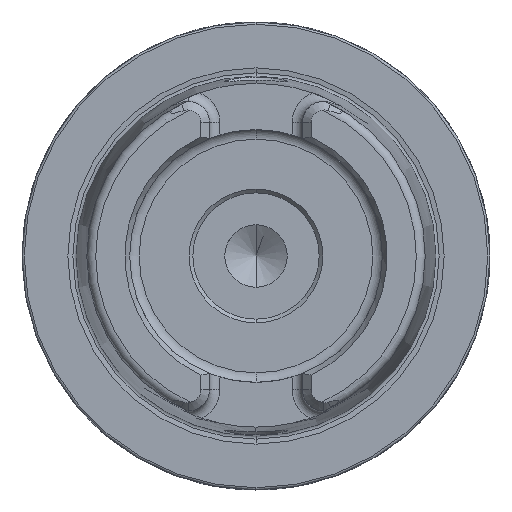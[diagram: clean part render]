
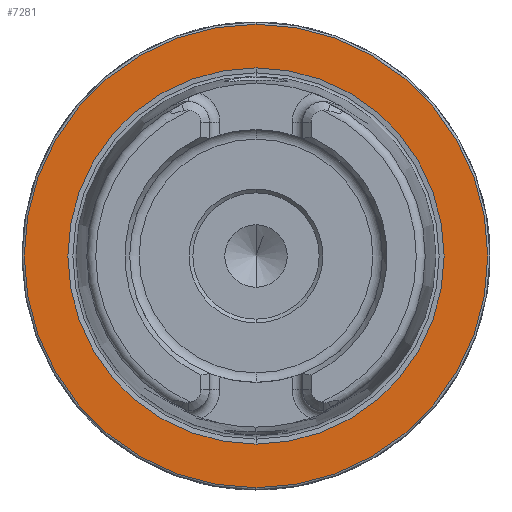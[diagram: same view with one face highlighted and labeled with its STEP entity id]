
A CAD part, left-side view. The second image highlights one B-rep face of the part: STEP entity #7281.
In plain terms, the highlighted planar face has unit normal (-1, 0, 0).
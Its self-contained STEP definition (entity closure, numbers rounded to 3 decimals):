
#72 = ORIENTED_EDGE ( 'NONE', *, *, #10712, .F. ) ;
#467 = EDGE_CURVE ( 'NONE', #10660, #12582, #9228, .T. ) ;
#727 = DIRECTION ( 'NONE',  ( 0., 0., -1. ) ) ;
#926 = DIRECTION ( 'NONE',  ( 0., 0., 1. ) ) ;
#1266 = EDGE_LOOP ( 'NONE', ( #72, #4042 ) ) ;
#2630 = EDGE_LOOP ( 'NONE', ( #7199, #5748 ) ) ;
#3436 = CARTESIAN_POINT ( 'NONE',  ( 0., 0., 31.2 ) ) ;
#3570 = VERTEX_POINT ( 'NONE', #3436 ) ;
#3769 = FACE_BOUND ( 'NONE', #1266, .T. ) ;
#3834 = EDGE_CURVE ( 'NONE', #3570, #8931, #9922, .T. ) ;
#3909 = CARTESIAN_POINT ( 'NONE',  ( 0., 0., 0. ) ) ;
#4042 = ORIENTED_EDGE ( 'NONE', *, *, #467, .F. ) ;
#4232 = DIRECTION ( 'NONE',  ( 1., 0., 0. ) ) ;
#4443 = CARTESIAN_POINT ( 'NONE',  ( 0., 0., -25.324 ) ) ;
#4600 = AXIS2_PLACEMENT_3D ( 'NONE', #10808, #4232, #727 ) ;
#4824 = DIRECTION ( 'NONE',  ( -1., 0., 0. ) ) ;
#4863 = DIRECTION ( 'NONE',  ( -1., 0., 0. ) ) ;
#5108 = CIRCLE ( 'NONE', #8205, 25.324 ) ;
#5253 = DIRECTION ( 'NONE',  ( 0., 0., 1. ) ) ;
#5283 = CARTESIAN_POINT ( 'NONE',  ( 0., 0., 0. ) ) ;
#5411 = DIRECTION ( 'NONE',  ( 0., 0., 1. ) ) ;
#5748 = ORIENTED_EDGE ( 'NONE', *, *, #8577, .T. ) ;
#5835 = CARTESIAN_POINT ( 'NONE',  ( 0., 0., -31.2 ) ) ;
#6500 = CARTESIAN_POINT ( 'NONE',  ( 0., 0., 25.324 ) ) ;
#7199 = ORIENTED_EDGE ( 'NONE', *, *, #3834, .T. ) ;
#7255 = DIRECTION ( 'NONE',  ( -1., 0., 0. ) ) ;
#7281 = ADVANCED_FACE ( 'NONE', ( #3769, #11525 ), #11770, .F. ) ;
#7797 = DIRECTION ( 'NONE',  ( 0., 0., 1. ) ) ;
#8205 = AXIS2_PLACEMENT_3D ( 'NONE', #9415, #11375, #5411 ) ;
#8508 = AXIS2_PLACEMENT_3D ( 'NONE', #3909, #4863, #7797 ) ;
#8577 = EDGE_CURVE ( 'NONE', #8931, #3570, #11876, .T. ) ;
#8931 = VERTEX_POINT ( 'NONE', #5835 ) ;
#9228 = CIRCLE ( 'NONE', #9663, 25.324 ) ;
#9415 = CARTESIAN_POINT ( 'NONE',  ( 0., 0., 0. ) ) ;
#9457 = AXIS2_PLACEMENT_3D ( 'NONE', #5283, #7255, #5253 ) ;
#9663 = AXIS2_PLACEMENT_3D ( 'NONE', #10629, #4824, #926 ) ;
#9922 = CIRCLE ( 'NONE', #8508, 31.2 ) ;
#10629 = CARTESIAN_POINT ( 'NONE',  ( 0., 0., 0. ) ) ;
#10660 = VERTEX_POINT ( 'NONE', #4443 ) ;
#10712 = EDGE_CURVE ( 'NONE', #12582, #10660, #5108, .T. ) ;
#10808 = CARTESIAN_POINT ( 'NONE',  ( 0., 31.2, 0. ) ) ;
#11375 = DIRECTION ( 'NONE',  ( -1., 0., 0. ) ) ;
#11525 = FACE_OUTER_BOUND ( 'NONE', #2630, .T. ) ;
#11770 = PLANE ( 'NONE',  #4600 ) ;
#11876 = CIRCLE ( 'NONE', #9457, 31.2 ) ;
#12582 = VERTEX_POINT ( 'NONE', #6500 ) ;
